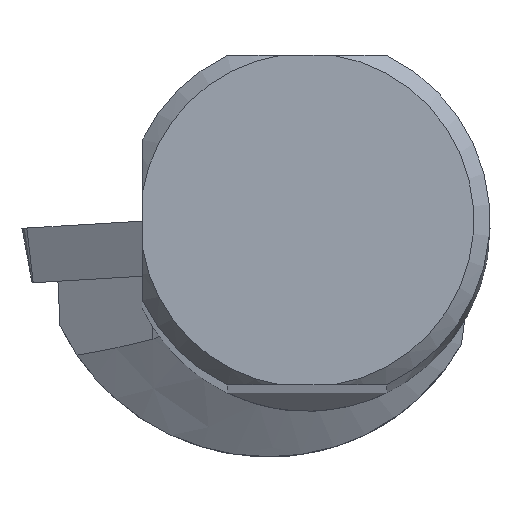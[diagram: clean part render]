
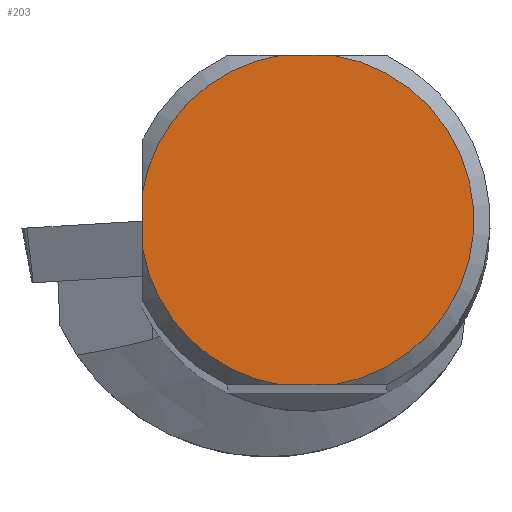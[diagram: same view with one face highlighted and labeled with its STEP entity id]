
A CAD part, top view. The second image highlights one B-rep face of the part: STEP entity #203.
In plain terms, the highlighted planar face has unit normal (0, 0, 1).
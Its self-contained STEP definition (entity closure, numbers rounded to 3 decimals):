
#158=FACE_OUTER_BOUND('',#401,.T.);
#203=ADVANCED_FACE('',(#158),#234,.T.);
#234=PLANE('',#1056);
#271=LINE('',#1587,#320);
#283=LINE('',#1758,#332);
#284=LINE('',#1759,#333);
#320=VECTOR('',#1196,1.);
#332=VECTOR('',#1270,1.);
#333=VECTOR('',#1271,1.);
#401=EDGE_LOOP('',(#576,#577,#578,#579,#580,#581));
#576=ORIENTED_EDGE('',*,*,#846,.F.);
#577=ORIENTED_EDGE('',*,*,#833,.T.);
#578=ORIENTED_EDGE('',*,*,#847,.F.);
#579=ORIENTED_EDGE('',*,*,#848,.T.);
#580=ORIENTED_EDGE('',*,*,#799,.F.);
#581=ORIENTED_EDGE('',*,*,#835,.T.);
#705=VERTEX_POINT('',#1586);
#706=VERTEX_POINT('',#1588);
#729=VERTEX_POINT('',#1705);
#731=VERTEX_POINT('',#1712);
#732=VERTEX_POINT('',#1719);
#739=VERTEX_POINT('',#1760);
#799=EDGE_CURVE('',#705,#706,#271,.T.);
#833=EDGE_CURVE('',#729,#731,#886,.T.);
#835=EDGE_CURVE('',#705,#732,#887,.T.);
#846=EDGE_CURVE('',#729,#732,#283,.T.);
#847=EDGE_CURVE('',#739,#731,#284,.T.);
#848=EDGE_CURVE('',#739,#706,#891,.T.);
#886=CIRCLE('',#1044,7.23);
#887=CIRCLE('',#1046,7.23);
#891=CIRCLE('',#1055,7.23);
#1044=AXIS2_PLACEMENT_3D('',#1713,#1245,#1246);
#1046=AXIS2_PLACEMENT_3D('',#1721,#1249,#1250);
#1055=AXIS2_PLACEMENT_3D('',#1761,#1272,#1273);
#1056=AXIS2_PLACEMENT_3D('',#1762,#1274,#1275);
#1196=DIRECTION('',(0.,1.,0.));
#1245=DIRECTION('',(0.,0.,1.));
#1246=DIRECTION('',(1.,0.,0.));
#1249=DIRECTION('',(0.,0.,1.));
#1250=DIRECTION('',(1.,0.,0.));
#1270=DIRECTION('',(-1.,0.,0.));
#1271=DIRECTION('',(1.,0.,0.));
#1272=DIRECTION('',(0.,0.,1.));
#1273=DIRECTION('',(1.,0.,0.));
#1274=DIRECTION('',(0.,0.,1.));
#1275=DIRECTION('',(1.,0.,0.));
#1586=CARTESIAN_POINT('',(-7.13,-1.198,0.));
#1587=CARTESIAN_POINT('',(-7.13,0.,0.));
#1588=CARTESIAN_POINT('',(-7.13,1.198,0.));
#1705=CARTESIAN_POINT('',(1.137,-7.14,0.));
#1712=CARTESIAN_POINT('',(1.137,7.14,0.));
#1713=CARTESIAN_POINT('',(0.,0.,0.));
#1719=CARTESIAN_POINT('',(-1.137,-7.14,0.));
#1721=CARTESIAN_POINT('',(0.,0.,0.));
#1758=CARTESIAN_POINT('',(0.,-7.14,0.));
#1759=CARTESIAN_POINT('',(0.,7.14,0.));
#1760=CARTESIAN_POINT('',(-1.137,7.14,0.));
#1761=CARTESIAN_POINT('',(0.,0.,0.));
#1762=CARTESIAN_POINT('',(0.,0.,
0.));
